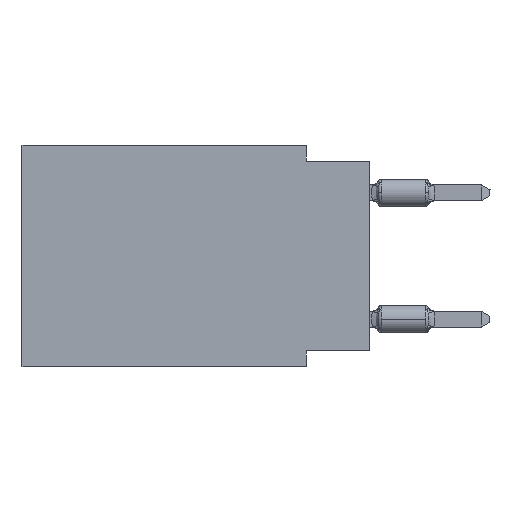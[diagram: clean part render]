
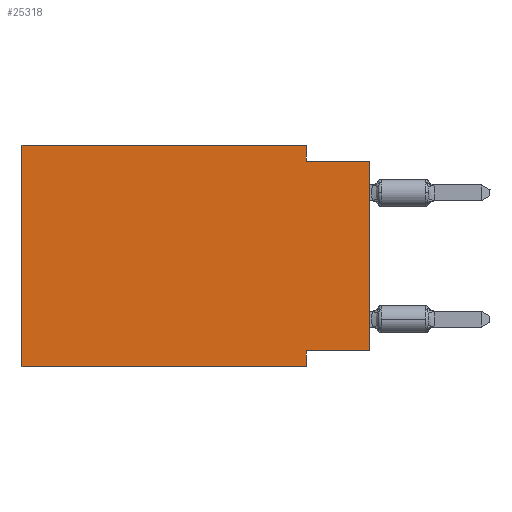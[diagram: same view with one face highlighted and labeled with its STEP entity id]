
A CAD part, left-side view. The second image highlights one B-rep face of the part: STEP entity #25318.
In plain terms, the highlighted planar face has unit normal (-1, 0, 0).
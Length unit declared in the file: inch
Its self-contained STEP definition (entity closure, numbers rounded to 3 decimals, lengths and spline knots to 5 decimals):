
#150 = CARTESIAN_POINT ( 'NONE',  ( 0., 0.1, -0.35 ) ) ;
#291 = LINE ( 'NONE', #34692, #20398 ) ;
#354 = EDGE_CURVE ( 'NONE', #36781, #22291, #32141, .T. ) ;
#437 = VECTOR ( 'NONE', #786, 39.37008 ) ;
#786 = DIRECTION ( 'NONE',  ( 0., -1., 0. ) ) ;
#1661 = CARTESIAN_POINT ( 'NONE',  ( 0., 0., -0.325 ) ) ;
#3357 = VECTOR ( 'NONE', #38397, 39.37008 ) ;
#3514 = AXIS2_PLACEMENT_3D ( 'NONE', #28057, #21402, #9148 ) ;
#3824 = LINE ( 'NONE', #16082, #437 ) ;
#4167 = ORIENTED_EDGE ( 'NONE', *, *, #354, .F. ) ;
#4206 = EDGE_CURVE ( 'NONE', #36781, #17896, #33742, .T. ) ;
#4337 = ORIENTED_EDGE ( 'NONE', *, *, #9963, .F. ) ;
#4587 = CARTESIAN_POINT ( 'NONE',  ( 0., 0.55, -0.35 ) ) ;
#4826 = VECTOR ( 'NONE', #6854, 39.37008 ) ;
#6854 = DIRECTION ( 'NONE',  ( 0., 0., -1. ) ) ;
#7410 = CARTESIAN_POINT ( 'NONE',  ( 0., 0., -0.325 ) ) ;
#9051 = LINE ( 'NONE', #30564, #25909 ) ;
#9148 = DIRECTION ( 'NONE',  ( 0., 0., -1. ) ) ;
#9291 = VECTOR ( 'NONE', #21279, 39.37008 ) ;
#9963 = EDGE_CURVE ( 'NONE', #24721, #19218, #16099, .T. ) ;
#10841 = CARTESIAN_POINT ( 'NONE',  ( 0., 0.1, 0. ) ) ;
#11465 = ORIENTED_EDGE ( 'NONE', *, *, #4206, .T. ) ;
#11682 = VERTEX_POINT ( 'NONE', #4587 ) ;
#12667 = EDGE_LOOP ( 'NONE', ( #11465, #17190, #4337, #29597, #24715, #16908, #20807, #4167 ) ) ;
#13273 = CARTESIAN_POINT ( 'NONE',  ( 0., 0.1, -0.025 ) ) ;
#16050 = CARTESIAN_POINT ( 'NONE',  ( 0., 0., 0. ) ) ;
#16082 = CARTESIAN_POINT ( 'NONE',  ( 0., 0.55, 0. ) ) ;
#16099 = LINE ( 'NONE', #28952, #4826 ) ;
#16456 = DIRECTION ( 'NONE',  ( 0., 1., 0. ) ) ;
#16908 = ORIENTED_EDGE ( 'NONE', *, *, #29147, .T. ) ;
#17190 = ORIENTED_EDGE ( 'NONE', *, *, #18786, .F. ) ;
#17506 = VECTOR ( 'NONE', #16456, 39.37008 ) ;
#17896 = VERTEX_POINT ( 'NONE', #18695 ) ;
#18054 = EDGE_CURVE ( 'NONE', #33767, #24721, #3824, .T. ) ;
#18695 = CARTESIAN_POINT ( 'NONE',  ( 0., 0., -0.025 ) ) ;
#18786 = EDGE_CURVE ( 'NONE', #19218, #17896, #291, .T. ) ;
#18874 = LINE ( 'NONE', #36765, #9291 ) ;
#19218 = VERTEX_POINT ( 'NONE', #13273 ) ;
#19304 = CARTESIAN_POINT ( 'NONE',  ( 0., 0.55, -0.35 ) ) ;
#20398 = VECTOR ( 'NONE', #37502, 39.37008 ) ;
#20807 = ORIENTED_EDGE ( 'NONE', *, *, #32267, .F. ) ;
#21279 = DIRECTION ( 'NONE',  ( 0., 0., -1. ) ) ;
#21402 = DIRECTION ( 'NONE',  ( 1., 0., 0. ) ) ;
#22291 = VERTEX_POINT ( 'NONE', #30069 ) ;
#24715 = ORIENTED_EDGE ( 'NONE', *, *, #29053, .F. ) ;
#24721 = VERTEX_POINT ( 'NONE', #10841 ) ;
#25318 = ADVANCED_FACE ( 'NONE', ( #34504 ), #37308, .F. ) ;
#25909 = VECTOR ( 'NONE', #33784, 39.37008 ) ;
#27514 = DIRECTION ( 'NONE',  ( 0., 0., 1. ) ) ;
#28057 = CARTESIAN_POINT ( 'NONE',  ( 0., 0.55, 0. ) ) ;
#28347 = LINE ( 'NONE', #19304, #3357 ) ;
#28952 = CARTESIAN_POINT ( 'NONE',  ( 0., 0.1, 0. ) ) ;
#29053 = EDGE_CURVE ( 'NONE', #11682, #33767, #9051, .T. ) ;
#29147 = EDGE_CURVE ( 'NONE', #11682, #36316, #28347, .T. ) ;
#29597 = ORIENTED_EDGE ( 'NONE', *, *, #18054, .F. ) ;
#30069 = CARTESIAN_POINT ( 'NONE',  ( 0., 0.1, -0.325 ) ) ;
#30564 = CARTESIAN_POINT ( 'NONE',  ( 0., 0.55, 0. ) ) ;
#32141 = LINE ( 'NONE', #7410, #17506 ) ;
#32267 = EDGE_CURVE ( 'NONE', #22291, #36316, #18874, .T. ) ;
#32600 = CARTESIAN_POINT ( 'NONE',  ( 0., 0.55, 0. ) ) ;
#33742 = LINE ( 'NONE', #16050, #35945 ) ;
#33767 = VERTEX_POINT ( 'NONE', #32600 ) ;
#33784 = DIRECTION ( 'NONE',  ( 0., 0., 1. ) ) ;
#34504 = FACE_OUTER_BOUND ( 'NONE', #12667, .T. ) ;
#34692 = CARTESIAN_POINT ( 'NONE',  ( 0., 0., -0.025 ) ) ;
#35945 = VECTOR ( 'NONE', #27514, 39.37008 ) ;
#36316 = VERTEX_POINT ( 'NONE', #150 ) ;
#36765 = CARTESIAN_POINT ( 'NONE',  ( 0., 0.1, -0.35 ) ) ;
#36781 = VERTEX_POINT ( 'NONE', #1661 ) ;
#37308 = PLANE ( 'NONE',  #3514 ) ;
#37502 = DIRECTION ( 'NONE',  ( 0., -1., 0. ) ) ;
#38397 = DIRECTION ( 'NONE',  ( 0., -1., 0. ) ) ;
